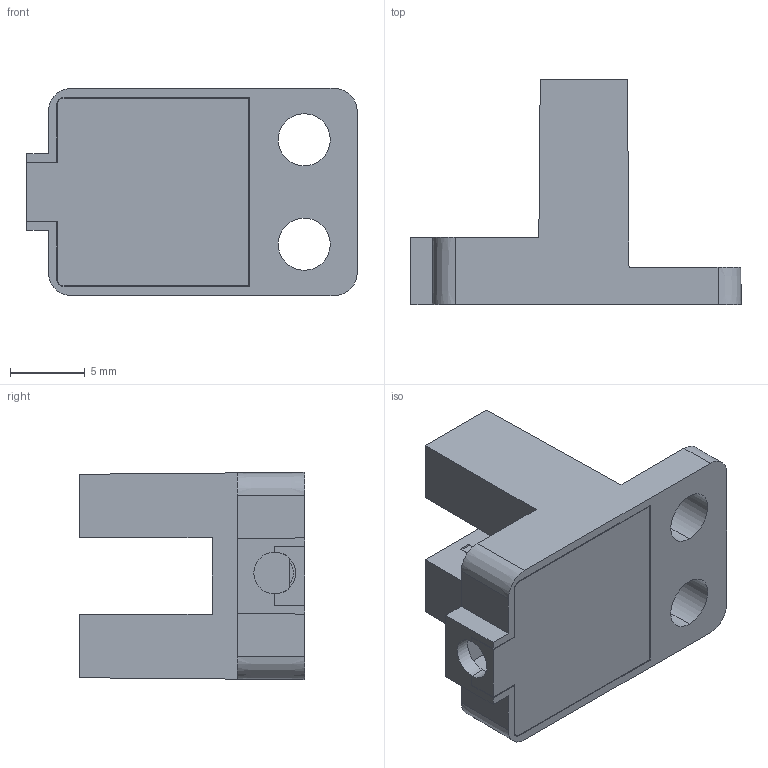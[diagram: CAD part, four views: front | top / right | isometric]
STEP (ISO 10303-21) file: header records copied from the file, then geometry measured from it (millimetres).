
FILE_DESCRIPTION((''),'2;1');
FILE_NAME('PM-Y45_ASM','2019-07-17T',('Administrator'),(''),'PRO/ENGINEER BY PARAMETRIC TECHNOLOGY CORPORATION, 2013430','PRO/ENGINEER BY PARAMETRIC TECHNOLOGY CORPORATION, 2013430','');
FILE_SCHEMA(('CONFIG_CONTROL_DESIGN'));
Length unit declared in the file: millimetre
Products named in the file (4): PM-Y45_STEP; 670-1; PM-Y45; PM-Y45_ASM
Assembly tree (3 placements, depth 2):
  PM-Y45_ASM
    PM-Y45_STEP
    670-1
    PM-Y45
Bounding box: 22.15 x 15.1 x 13.91 mm (x, y, z)
Volume: 976.5 mm3; surface area: 2549.7 mm2
Topology: 3 solids, 3 shells, 240 faces, 644 edges, 407 vertices
Faces by surface type: plane 179, cylinder 33, cone 24, bspline 4
Entity records: 7622 total; most frequent: CARTESIAN_POINT 1546, ORIENTED_EDGE 1280, DIRECTION 1180, EDGE_CURVE 640, VECTOR 546, LINE 546, VERTEX_POINT 407, AXIS2_PLACEMENT_3D 317
